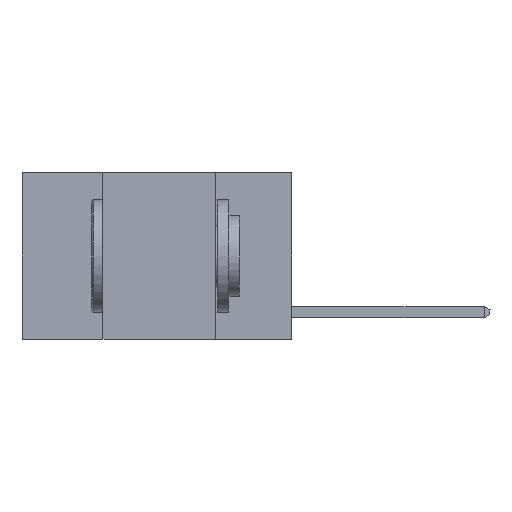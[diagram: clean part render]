
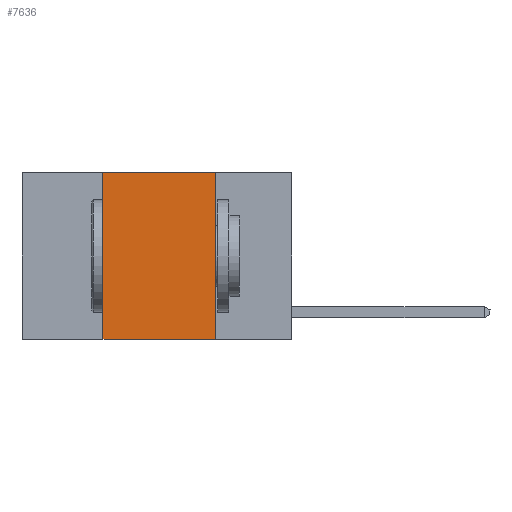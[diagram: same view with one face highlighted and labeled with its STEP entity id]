
A CAD part, left-side view. The second image highlights one B-rep face of the part: STEP entity #7636.
In plain terms, the highlighted planar face has unit normal (-1, 0, 0).
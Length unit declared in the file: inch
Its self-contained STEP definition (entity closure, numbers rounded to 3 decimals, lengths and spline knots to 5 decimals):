
#243 = CARTESIAN_POINT ( 'NONE',  ( 0., 0.6, 0. ) ) ;
#270 = EDGE_CURVE ( 'NONE', #10873, #9113, #6565, .T. ) ;
#718 = CARTESIAN_POINT ( 'NONE',  ( 0., 0.17, -0.37 ) ) ;
#857 = CARTESIAN_POINT ( 'NONE',  ( 0., 0.42, 0. ) ) ;
#1486 = ORIENTED_EDGE ( 'NONE', *, *, #3593, .T. ) ;
#1843 = ORIENTED_EDGE ( 'NONE', *, *, #270, .F. ) ;
#1929 = VERTEX_POINT ( 'NONE', #2122 ) ;
#2122 = CARTESIAN_POINT ( 'NONE',  ( 0., 0.42, 0. ) ) ;
#2130 = CARTESIAN_POINT ( 'NONE',  ( 0., 0.6, 0. ) ) ;
#2480 = ORIENTED_EDGE ( 'NONE', *, *, #9165, .F. ) ;
#2490 = CARTESIAN_POINT ( 'NONE',  ( 0., 0.42, -0.37 ) ) ;
#2639 = DIRECTION ( 'NONE',  ( 0., 0., 1. ) ) ;
#2656 = VECTOR ( 'NONE', #2639, 39.37008 ) ;
#3148 = LINE ( 'NONE', #2130, #8299 ) ;
#3593 = EDGE_CURVE ( 'NONE', #10735, #9113, #7876, .T. ) ;
#3805 = DIRECTION ( 'NONE',  ( 0., -1., 0. ) ) ;
#4687 = PLANE ( 'NONE',  #7741 ) ;
#5426 = VECTOR ( 'NONE', #8705, 39.37008 ) ;
#6135 = ORIENTED_EDGE ( 'NONE', *, *, #11184, .F. ) ;
#6331 = DIRECTION ( 'NONE',  ( 0., 0., -1. ) ) ;
#6565 = LINE ( 'NONE', #10828, #9292 ) ;
#7636 = ADVANCED_FACE ( 'NONE', ( #8495 ), #4687, .F. ) ;
#7741 = AXIS2_PLACEMENT_3D ( 'NONE', #243, #8962, #6331 ) ;
#7876 = LINE ( 'NONE', #8415, #5426 ) ;
#8299 = VECTOR ( 'NONE', #3805, 39.37008 ) ;
#8415 = CARTESIAN_POINT ( 'NONE',  ( 0., 0.6, -0.37 ) ) ;
#8495 = FACE_OUTER_BOUND ( 'NONE', #11117, .T. ) ;
#8548 = DIRECTION ( 'NONE',  ( 0., 0., -1. ) ) ;
#8705 = DIRECTION ( 'NONE',  ( 0., -1., 0. ) ) ;
#8725 = CARTESIAN_POINT ( 'NONE',  ( 0., 0.17, 0. ) ) ;
#8962 = DIRECTION ( 'NONE',  ( 1., 0., 0. ) ) ;
#9033 = LINE ( 'NONE', #857, #2656 ) ;
#9113 = VERTEX_POINT ( 'NONE', #718 ) ;
#9165 = EDGE_CURVE ( 'NONE', #10735, #1929, #9033, .T. ) ;
#9292 = VECTOR ( 'NONE', #8548, 39.37008 ) ;
#10735 = VERTEX_POINT ( 'NONE', #2490 ) ;
#10828 = CARTESIAN_POINT ( 'NONE',  ( 0., 0.17, 0. ) ) ;
#10873 = VERTEX_POINT ( 'NONE', #8725 ) ;
#11117 = EDGE_LOOP ( 'NONE', ( #1843, #6135, #2480, #1486 ) ) ;
#11184 = EDGE_CURVE ( 'NONE', #1929, #10873, #3148, .T. ) ;
